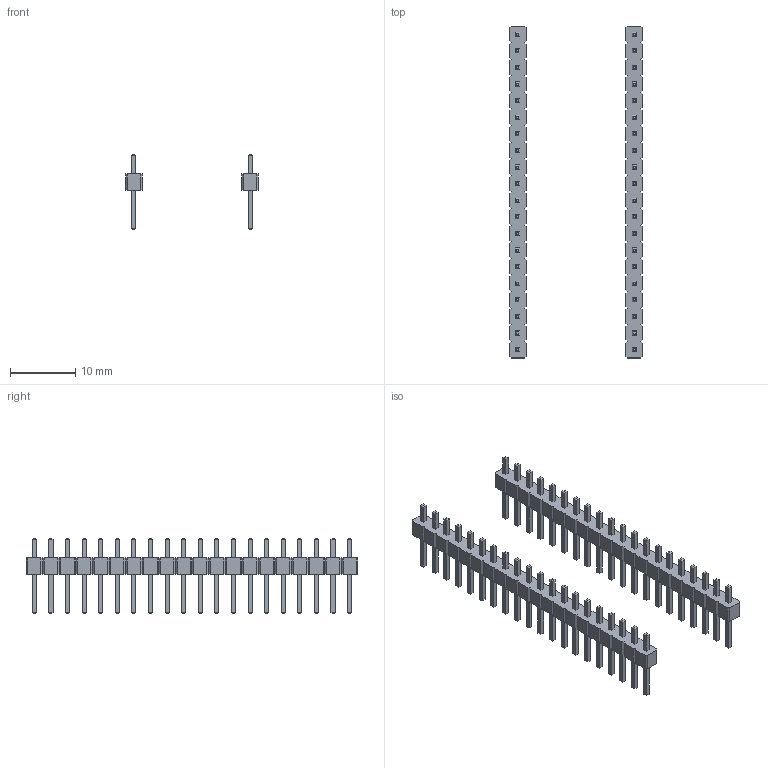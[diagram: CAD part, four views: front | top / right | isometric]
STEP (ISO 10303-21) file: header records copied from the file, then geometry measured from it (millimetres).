
FILE_DESCRIPTION(('FreeCAD Model'),'2;1');
FILE_NAME('Open CASCADE Shape Model','2022-08-08T23:11:42',( 'kicad StepUp'),('ksu MCAD'),'Open CASCADE STEP processor 7.6', 'FreeCAD','Unknown');
FILE_SCHEMA(('AUTOMOTIVE_DESIGN { 1 0 10303 214 1 1 1 1 }'));
Length unit declared in the file: millimetre
Products named in the file (1): PinHeader_1x20_P254mm_Vertical003_sp
Bounding box: 20.34 x 50.8 x 11.54 mm (x, y, z)
Volume: 787.6 mm3; surface area: 1984.3 mm2
Topology: 2 solids, 2 shells, 968 faces, 2332 edges, 1448 vertices
Faces by surface type: plane 968
Entity records: 33943 total; most frequent: CARTESIAN_POINT 4749, ORIENTED_EDGE 4664, DIRECTION 4270, EDGE_CURVE 2332, LINE 2332, VECTOR 2332, VERTEX_POINT 1448, FACE_BOUND 1048
